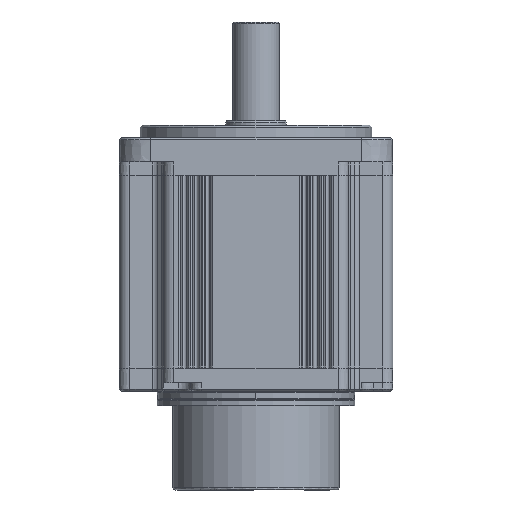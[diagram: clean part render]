
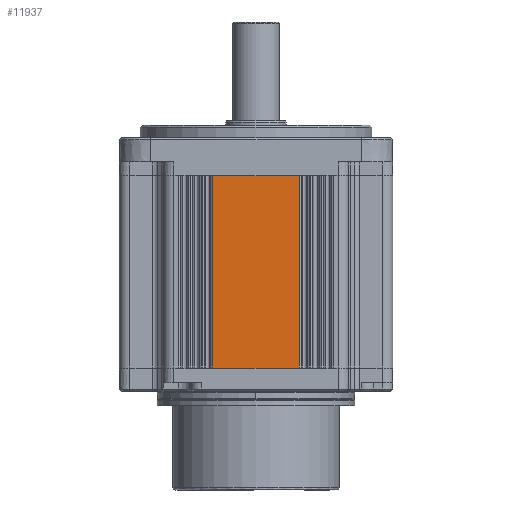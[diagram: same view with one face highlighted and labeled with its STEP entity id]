
A CAD part, front view. The second image highlights one B-rep face of the part: STEP entity #11937.
In plain terms, the highlighted planar face has unit normal (0, -1, 0).
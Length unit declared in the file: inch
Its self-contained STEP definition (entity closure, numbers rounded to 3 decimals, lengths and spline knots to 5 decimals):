
#862 = CARTESIAN_POINT ( 'NONE',  ( 0., -2.55906, 0.27559 ) ) ;
#955 = VECTOR ( 'NONE', #3700, 39.37008 ) ;
#1649 = EDGE_CURVE ( 'NONE', #13096, #16629, #11850, .T. ) ;
#1900 = VECTOR ( 'NONE', #3274, 39.37008 ) ;
#3274 = DIRECTION ( 'NONE',  ( 1., 0., 0. ) ) ;
#3700 = DIRECTION ( 'NONE',  ( 1., 0., 0. ) ) ;
#4664 = DIRECTION ( 'NONE',  ( 0., 0., 1. ) ) ;
#4935 = VERTEX_POINT ( 'NONE', #8736 ) ;
#6073 = ORIENTED_EDGE ( 'NONE', *, *, #16449, .F. ) ;
#6690 = FACE_OUTER_BOUND ( 'NONE', #13055, .T. ) ;
#7093 = DIRECTION ( 'NONE',  ( 0., 0., -1. ) ) ;
#7242 = VECTOR ( 'NONE', #7093, 39.37008 ) ;
#8736 = CARTESIAN_POINT ( 'NONE',  ( 0.8074, -2.55906, -3.32677 ) ) ;
#8997 = DIRECTION ( 'NONE',  ( 0., 0., 1. ) ) ;
#9104 = PLANE ( 'NONE',  #9749 ) ;
#9255 = CARTESIAN_POINT ( 'NONE',  ( -0.8074, -2.55906, -1.52559 ) ) ;
#9749 = AXIS2_PLACEMENT_3D ( 'NONE', #16312, #14833, #4664 ) ;
#10174 = VECTOR ( 'NONE', #8997, 39.37008 ) ;
#10359 = CARTESIAN_POINT ( 'NONE',  ( -0.8074, -2.55906, 0.27559 ) ) ;
#10428 = CARTESIAN_POINT ( 'NONE',  ( -0.8074, -2.55906, -3.32677 ) ) ;
#10927 = VERTEX_POINT ( 'NONE', #10428 ) ;
#11377 = ORIENTED_EDGE ( 'NONE', *, *, #12990, .T. ) ;
#11850 = LINE ( 'NONE', #862, #955 ) ;
#11937 = ADVANCED_FACE ( 'NONE', ( #6690 ), #9104, .F. ) ;
#12010 = LINE ( 'NONE', #15805, #7242 ) ;
#12550 = LINE ( 'NONE', #13482, #1900 ) ;
#12990 = EDGE_CURVE ( 'NONE', #10927, #4935, #12550, .T. ) ;
#13055 = EDGE_LOOP ( 'NONE', ( #17120, #6073, #11377, #13331 ) ) ;
#13096 = VERTEX_POINT ( 'NONE', #10359 ) ;
#13331 = ORIENTED_EDGE ( 'NONE', *, *, #16937, .F. ) ;
#13482 = CARTESIAN_POINT ( 'NONE',  ( 0., -2.55906, -3.32677 ) ) ;
#14052 = LINE ( 'NONE', #9255, #10174 ) ;
#14833 = DIRECTION ( 'NONE',  ( 0., 1., 0. ) ) ;
#15805 = CARTESIAN_POINT ( 'NONE',  ( 0.8074, -2.55906, -1.52559 ) ) ;
#16312 = CARTESIAN_POINT ( 'NONE',  ( 0., -2.55906, -1.52559 ) ) ;
#16337 = CARTESIAN_POINT ( 'NONE',  ( 0.8074, -2.55906, 0.27559 ) ) ;
#16449 = EDGE_CURVE ( 'NONE', #10927, #13096, #14052, .T. ) ;
#16629 = VERTEX_POINT ( 'NONE', #16337 ) ;
#16937 = EDGE_CURVE ( 'NONE', #16629, #4935, #12010, .T. ) ;
#17120 = ORIENTED_EDGE ( 'NONE', *, *, #1649, .F. ) ;
